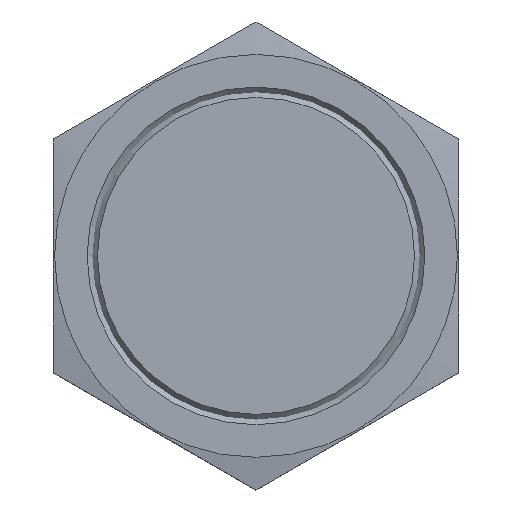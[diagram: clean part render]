
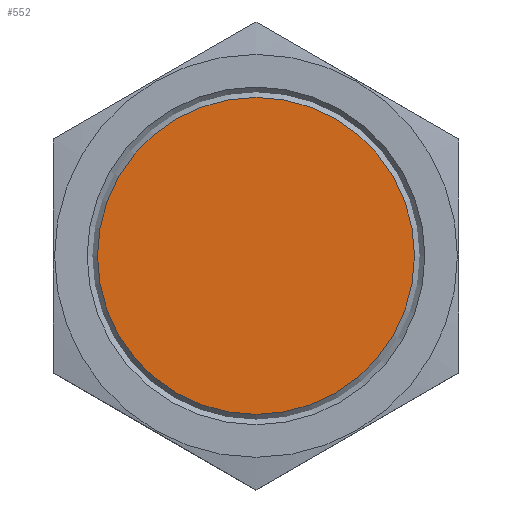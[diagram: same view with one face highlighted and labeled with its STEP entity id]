
A CAD part, top view. The second image highlights one B-rep face of the part: STEP entity #552.
In plain terms, the highlighted face is planar.
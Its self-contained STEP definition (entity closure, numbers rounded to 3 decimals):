
#59=PLANE('',#633);
#128=ORIENTED_EDGE('',*,*,#251,.F.);
#251=EDGE_CURVE('',#312,#312,#357,.T.);
#312=VERTEX_POINT('',#957);
#357=CIRCLE('',#634,14.08);
#392=EDGE_LOOP('',(#128));
#470=FACE_BOUND('',#392,.T.);
#552=ADVANCED_FACE('',(#470),#59,.F.);
#633=AXIS2_PLACEMENT_3D('',#955,#732,#733);
#634=AXIS2_PLACEMENT_3D('',#956,#734,#735);
#732=DIRECTION('',(1.,0.,0.));
#733=DIRECTION('',(0.,0.,-1.));
#734=DIRECTION('',(1.,0.,0.));
#735=DIRECTION('',(0.,0.,-1.));
#955=CARTESIAN_POINT('',(0.,0.,0.));
#956=CARTESIAN_POINT('',(0.,0.,0.));
#957=CARTESIAN_POINT('',(0.,0.,-14.08));
